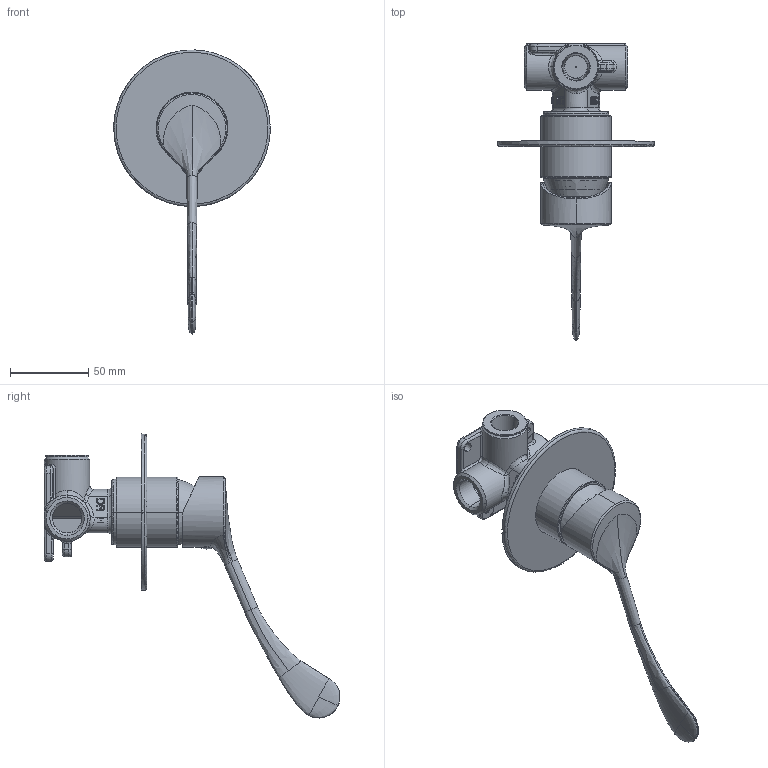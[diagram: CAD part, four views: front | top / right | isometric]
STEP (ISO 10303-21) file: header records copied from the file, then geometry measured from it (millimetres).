
FILE_DESCRIPTION(/* description */ (''),/* implementation_level */ '2;1');
FILE_NAME(/* name */ 'STEP - 9L343700CP, 5Y0410600CP0BFUC_2269401',/* time_stamp */ '2024-11-26T15:58:46+11:00',/* author */ (''),/* organization */ (''),/* preprocessor_version */ 'ST-DEVELOPER v16.5',/* originating_system */ 'Rhino 7.37',/* authorisation */ '');
FILE_SCHEMA (('AUTOMOTIVE_DESIGN'));
Length unit declared in the file: millimetre
Products named in the file (17): Document; 9L343800CP_ASM; 5Y0398200CP0A0_ASM; 5Y0398200CP0_ASM; 5A0C041202NT610; 5L0C0412CP3; 5D0M016101PL045; 5X0C0001NT6; 5L0P0120CP78; 5C0131100CP0A0_ASM18; 5C0131100CP09; 5T0F0149NT11; 5L0P0036CP12; 5Y0P0013PL14; 62212012116; 5L0085701CP017; 5R9017201PL02
Assembly tree (16 placements, depth 5):
  Document
    9L343800CP_ASM
      5Y0398200CP0A0_ASM
        5Y0398200CP0_ASM
          5A0C041202NT610
          5L0C0412CP3
      5D0M016101PL045
      5X0C0001NT6
      5L0P0120CP78
      5C0131100CP0A0_ASM18
        5C0131100CP09
      5T0F0149NT11
      5L0P0036CP12
      5Y0P0013PL14
      62212012116
      5L0085701CP017
      5R9017201PL02
Bounding box: 100 x 189.07 x 181.46 mm (x, y, z)
Volume: 131519.9 mm3; surface area: 91974 mm2
Topology: 12 solids, 12 shells, 1674 faces, 4288 edges, 2687 vertices
Faces by surface type: bspline 699, plane 676, cylinder 299
Entity records: 76115 total; most frequent: CARTESIAN_POINT 48599, ORIENTED_EDGE 8536, EDGE_CURVE 4268, B_SPLINE_CURVE_WITH_KNOTS 3168, VERTEX_POINT 2687, EDGE_LOOP 1771, ADVANCED_FACE 1674, FACE_OUTER_BOUND 1674
